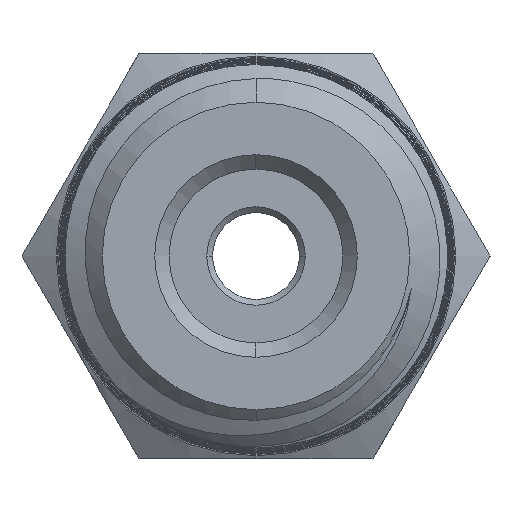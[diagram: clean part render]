
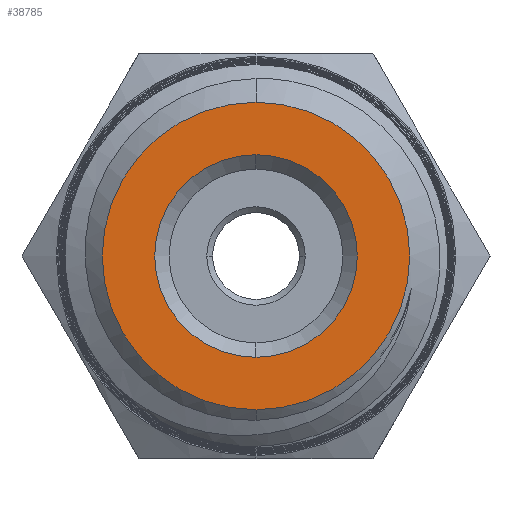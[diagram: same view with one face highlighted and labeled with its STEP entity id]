
A CAD part, front view. The second image highlights one B-rep face of the part: STEP entity #38785.
In plain terms, the highlighted planar face has unit normal (0, -1, 0).
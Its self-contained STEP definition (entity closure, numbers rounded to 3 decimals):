
#179 = EDGE_CURVE ( 'NONE', #560, #38089, #9265, .T. ) ;
#560 = VERTEX_POINT ( 'NONE', #20479 ) ;
#2894 = EDGE_CURVE ( 'NONE', #3586, #9932, #16712, .T. ) ;
#3586 = VERTEX_POINT ( 'NONE', #8188 ) ;
#5549 = AXIS2_PLACEMENT_3D ( 'NONE', #10509, #18382, #18283 ) ;
#7127 = CARTESIAN_POINT ( 'NONE',  ( 0., -11.5, 0. ) ) ;
#7295 = DIRECTION ( 'NONE',  ( 0., -1., 0. ) ) ;
#8188 = CARTESIAN_POINT ( 'NONE',  ( 0., -11.5, -3.5 ) ) ;
#9207 = EDGE_CURVE ( 'NONE', #560, #38089, #44722, .T. ) ;
#9265 = CIRCLE ( 'NONE', #5549, 5.31 ) ;
#9452 = CARTESIAN_POINT ( 'NONE',  ( 0., -11.5, 3.5 ) ) ;
#9932 = VERTEX_POINT ( 'NONE', #9452 ) ;
#10509 = CARTESIAN_POINT ( 'NONE',  ( 0., -11.5, 0. ) ) ;
#10828 = DIRECTION ( 'NONE',  ( 0., 0., -1. ) ) ;
#14752 = AXIS2_PLACEMENT_3D ( 'NONE', #7127, #32863, #10828 ) ;
#14805 = FACE_BOUND ( 'NONE', #26979, .T. ) ;
#16366 = AXIS2_PLACEMENT_3D ( 'NONE', #30078, #29916, #29766 ) ;
#16712 = CIRCLE ( 'NONE', #16366, 3.5 ) ;
#18283 = DIRECTION ( 'NONE',  ( 0., 0., 1. ) ) ;
#18382 = DIRECTION ( 'NONE',  ( 0., 1., 0. ) ) ;
#20479 = CARTESIAN_POINT ( 'NONE',  ( 0., -11.5, 5.31 ) ) ;
#21963 = EDGE_LOOP ( 'NONE', ( #25214, #29813 ) ) ;
#25075 = CARTESIAN_POINT ( 'NONE',  ( 0., -11.5, -5.31 ) ) ;
#25214 = ORIENTED_EDGE ( 'NONE', *, *, #9207, .T. ) ;
#26979 = EDGE_LOOP ( 'NONE', ( #38926, #42353 ) ) ;
#27494 = AXIS2_PLACEMENT_3D ( 'NONE', #35963, #35494, #35179 ) ;
#29533 = AXIS2_PLACEMENT_3D ( 'NONE', #47387, #7295, #33013 ) ;
#29766 = DIRECTION ( 'NONE',  ( 0., 0., -1. ) ) ;
#29813 = ORIENTED_EDGE ( 'NONE', *, *, #179, .F. ) ;
#29916 = DIRECTION ( 'NONE',  ( 0., 1., 0. ) ) ;
#30078 = CARTESIAN_POINT ( 'NONE',  ( 0., -11.5, 0. ) ) ;
#32863 = DIRECTION ( 'NONE',  ( 0., 1., 0. ) ) ;
#33013 = DIRECTION ( 'NONE',  ( 0., 0., -1. ) ) ;
#34330 = CIRCLE ( 'NONE', #14752, 3.5 ) ;
#35179 = DIRECTION ( 'NONE',  ( 0., 0., 1. ) ) ;
#35494 = DIRECTION ( 'NONE',  ( 0., -1., 0. ) ) ;
#35963 = CARTESIAN_POINT ( 'NONE',  ( 0., -11.5, 0. ) ) ;
#38089 = VERTEX_POINT ( 'NONE', #25075 ) ;
#38665 = EDGE_CURVE ( 'NONE', #9932, #3586, #34330, .T. ) ;
#38785 = ADVANCED_FACE ( 'NONE', ( #14805, #45166 ), #40200, .T. ) ;
#38926 = ORIENTED_EDGE ( 'NONE', *, *, #2894, .T. ) ;
#40200 = PLANE ( 'NONE',  #29533 ) ;
#42353 = ORIENTED_EDGE ( 'NONE', *, *, #38665, .T. ) ;
#44722 = CIRCLE ( 'NONE', #27494, 5.31 ) ;
#45166 = FACE_OUTER_BOUND ( 'NONE', #21963, .T. ) ;
#47387 = CARTESIAN_POINT ( 'NONE',  ( 0., -11.5, 0. ) ) ;
